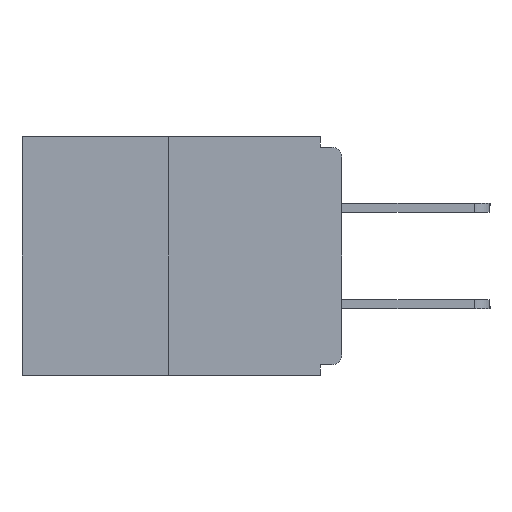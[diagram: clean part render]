
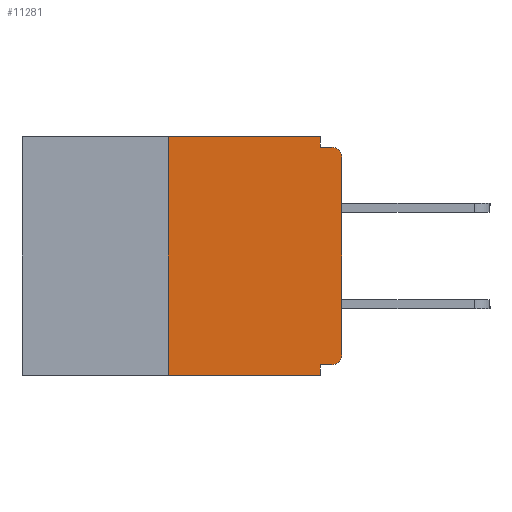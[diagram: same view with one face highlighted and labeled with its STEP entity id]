
A CAD part, left-side view. The second image highlights one B-rep face of the part: STEP entity #11281.
In plain terms, the highlighted planar face has unit normal (-1, 0, 0).
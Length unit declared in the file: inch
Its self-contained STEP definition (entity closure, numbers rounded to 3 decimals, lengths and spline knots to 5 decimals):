
#187 = ORIENTED_EDGE ( 'NONE', *, *, #11707, .T. ) ;
#313 = ORIENTED_EDGE ( 'NONE', *, *, #5295, .F. ) ;
#450 = ORIENTED_EDGE ( 'NONE', *, *, #9697, .T. ) ;
#1173 = VECTOR ( 'NONE', #3946, 39.37008 ) ;
#1220 = VECTOR ( 'NONE', #7614, 39.37008 ) ;
#1240 = CARTESIAN_POINT ( 'NONE',  ( 0., 0., -0.03 ) ) ;
#1342 = AXIS2_PLACEMENT_3D ( 'NONE', #11337, #7739, #1571 ) ;
#1406 = DIRECTION ( 'NONE',  ( 0., -1., 0. ) ) ;
#1571 = DIRECTION ( 'NONE',  ( 0., 0., -1. ) ) ;
#1687 = VECTOR ( 'NONE', #1406, 39.37008 ) ;
#1700 = DIRECTION ( 'NONE',  ( 0., 0., -1. ) ) ;
#1862 = EDGE_CURVE ( 'NONE', #4674, #10064, #11159, .T. ) ;
#2101 = VERTEX_POINT ( 'NONE', #7407 ) ;
#2235 = CARTESIAN_POINT ( 'NONE',  ( 0., 0.25, 0. ) ) ;
#2261 = VECTOR ( 'NONE', #6572, 39.37008 ) ;
#2375 = ORIENTED_EDGE ( 'NONE', *, *, #3408, .F. ) ;
#2539 = ORIENTED_EDGE ( 'NONE', *, *, #3325, .F. ) ;
#2717 = CARTESIAN_POINT ( 'NONE',  ( 0., 0.46, 0. ) ) ;
#2738 = VERTEX_POINT ( 'NONE', #10084 ) ;
#3020 = CARTESIAN_POINT ( 'NONE',  ( 0., 0., 0. ) ) ;
#3116 = CARTESIAN_POINT ( 'NONE',  ( 0., 0.015, -0.015 ) ) ;
#3325 = EDGE_CURVE ( 'NONE', #6747, #11660, #8146, .T. ) ;
#3408 = EDGE_CURVE ( 'NONE', #11660, #9510, #8653, .T. ) ;
#3819 = VERTEX_POINT ( 'NONE', #4545 ) ;
#3854 = CARTESIAN_POINT ( 'NONE',  ( 0., 0.031, -0.015 ) ) ;
#3946 = DIRECTION ( 'NONE',  ( 0., 0., -1. ) ) ;
#4106 = CARTESIAN_POINT ( 'NONE',  ( 0., 0., -0.015 ) ) ;
#4445 = ORIENTED_EDGE ( 'NONE', *, *, #4475, .F. ) ;
#4475 = EDGE_CURVE ( 'NONE', #9510, #8991, #8416, .T. ) ;
#4522 = ORIENTED_EDGE ( 'NONE', *, *, #11444, .F. ) ;
#4545 = CARTESIAN_POINT ( 'NONE',  ( 0., 0.25, -0.343 ) ) ;
#4674 = VERTEX_POINT ( 'NONE', #6356 ) ;
#4794 = CARTESIAN_POINT ( 'NONE',  ( 0., 0., -0.328 ) ) ;
#5010 = VECTOR ( 'NONE', #10494, 39.37008 ) ;
#5214 = FACE_OUTER_BOUND ( 'NONE', #6517, .T. ) ;
#5252 = DIRECTION ( 'NONE',  ( -1., 0., 0. ) ) ;
#5295 = EDGE_CURVE ( 'NONE', #6105, #2101, #8692, .T. ) ;
#5402 = AXIS2_PLACEMENT_3D ( 'NONE', #8985, #5252, #8016 ) ;
#5459 = CIRCLE ( 'NONE', #1342, 0.015 ) ;
#5591 = CARTESIAN_POINT ( 'NONE',  ( 0., 0.46, 0. ) ) ;
#5608 = AXIS2_PLACEMENT_3D ( 'NONE', #2717, #7233, #1700 ) ;
#5629 = LINE ( 'NONE', #4794, #10199 ) ;
#5963 = ORIENTED_EDGE ( 'NONE', *, *, #8735, .F. ) ;
#6105 = VERTEX_POINT ( 'NONE', #11085 ) ;
#6356 = CARTESIAN_POINT ( 'NONE',  ( 0., 0., -0.313 ) ) ;
#6486 = VECTOR ( 'NONE', #10316, 39.37008 ) ;
#6517 = EDGE_LOOP ( 'NONE', ( #2539, #4522, #9735, #313, #5963, #187, #8841, #450, #4445, #2375 ) ) ;
#6572 = DIRECTION ( 'NONE',  ( 0., 0., -1. ) ) ;
#6747 = VERTEX_POINT ( 'NONE', #10181 ) ;
#7233 = DIRECTION ( 'NONE',  ( 1., 0., 0. ) ) ;
#7407 = CARTESIAN_POINT ( 'NONE',  ( 0., 0.031, -0.343 ) ) ;
#7614 = DIRECTION ( 'NONE',  ( 0., 0., 1. ) ) ;
#7739 = DIRECTION ( 'NONE',  ( -1., 0., 0. ) ) ;
#8016 = DIRECTION ( 'NONE',  ( 0., 0., -1. ) ) ;
#8146 = LINE ( 'NONE', #5591, #10153 ) ;
#8153 = PLANE ( 'NONE',  #5608 ) ;
#8416 = LINE ( 'NONE', #4106, #5010 ) ;
#8606 = CARTESIAN_POINT ( 'NONE',  ( 0., 0.031, -0.343 ) ) ;
#8653 = LINE ( 'NONE', #9404, #2261 ) ;
#8692 = LINE ( 'NONE', #8606, #1173 ) ;
#8735 = EDGE_CURVE ( 'NONE', #2738, #6105, #5629, .T. ) ;
#8841 = ORIENTED_EDGE ( 'NONE', *, *, #1862, .T. ) ;
#8985 = CARTESIAN_POINT ( 'NONE',  ( 0., 0.015, -0.313 ) ) ;
#8991 = VERTEX_POINT ( 'NONE', #3116 ) ;
#9344 = LINE ( 'NONE', #11489, #1687 ) ;
#9404 = CARTESIAN_POINT ( 'NONE',  ( 0., 0.031, 0. ) ) ;
#9510 = VERTEX_POINT ( 'NONE', #3854 ) ;
#9697 = EDGE_CURVE ( 'NONE', #10064, #8991, #5459, .T. ) ;
#9735 = ORIENTED_EDGE ( 'NONE', *, *, #11584, .T. ) ;
#9780 = LINE ( 'NONE', #2235, #6486 ) ;
#10064 = VERTEX_POINT ( 'NONE', #1240 ) ;
#10084 = CARTESIAN_POINT ( 'NONE',  ( 0., 0.015, -0.328 ) ) ;
#10139 = DIRECTION ( 'NONE',  ( 0., -1., 0. ) ) ;
#10153 = VECTOR ( 'NONE', #10139, 39.37008 ) ;
#10181 = CARTESIAN_POINT ( 'NONE',  ( 0., 0.25, 0. ) ) ;
#10199 = VECTOR ( 'NONE', #11153, 39.37008 ) ;
#10316 = DIRECTION ( 'NONE',  ( 0., 0., 1. ) ) ;
#10494 = DIRECTION ( 'NONE',  ( 0., -1., 0. ) ) ;
#10554 = CARTESIAN_POINT ( 'NONE',  ( 0., 0.031, 0. ) ) ;
#11085 = CARTESIAN_POINT ( 'NONE',  ( 0., 0.031, -0.328 ) ) ;
#11153 = DIRECTION ( 'NONE',  ( 0., 1., 0. ) ) ;
#11159 = LINE ( 'NONE', #3020, #1220 ) ;
#11187 = CIRCLE ( 'NONE', #5402, 0.015 ) ;
#11281 = ADVANCED_FACE ( 'NONE', ( #5214 ), #8153, .F. ) ;
#11337 = CARTESIAN_POINT ( 'NONE',  ( 0., 0.015, -0.03 ) ) ;
#11444 = EDGE_CURVE ( 'NONE', #3819, #6747, #9780, .T. ) ;
#11489 = CARTESIAN_POINT ( 'NONE',  ( 0., 0.46, -0.343 ) ) ;
#11584 = EDGE_CURVE ( 'NONE', #3819, #2101, #9344, .T. ) ;
#11660 = VERTEX_POINT ( 'NONE', #10554 ) ;
#11707 = EDGE_CURVE ( 'NONE', #2738, #4674, #11187, .T. ) ;
